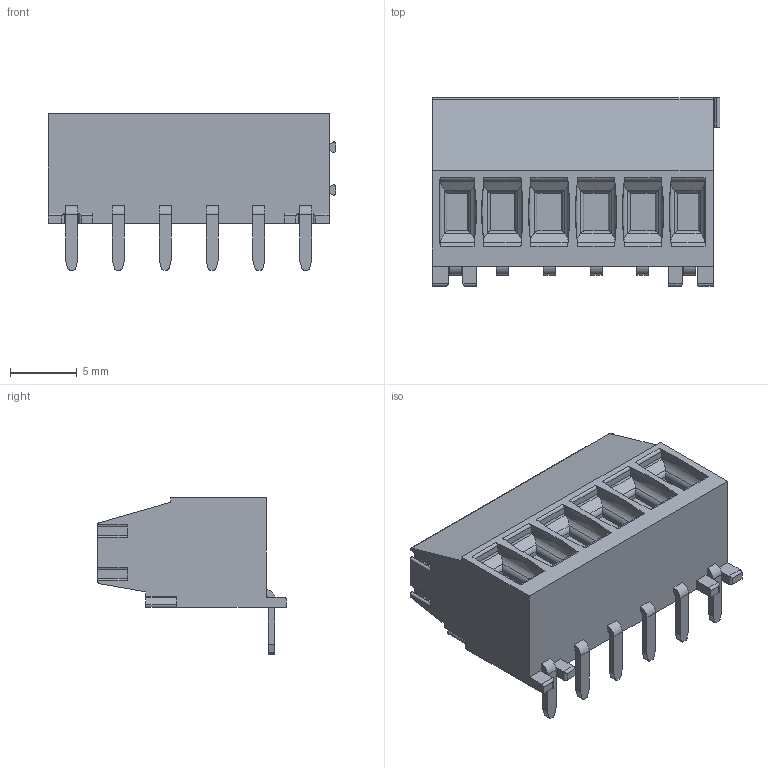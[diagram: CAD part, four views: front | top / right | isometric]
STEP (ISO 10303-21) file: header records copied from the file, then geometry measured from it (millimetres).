
FILE_DESCRIPTION((''),'2;1');
FILE_NAME('C-284414-6','2021-11-30T08:16:45',('workeradm'),('TE Connectivity Ltd.'),'CREO PARAMETRIC BY PTC INC, 2021072','CREO PARAMETRIC BY PTC INC, 2021072','');
FILE_SCHEMA(('AUTOMOTIVE_DESIGN { 1 0 10303 214 1 1 1 1 }'));
Length unit declared in the file: millimetre
Products named in the file (1): C-284414-6
Bounding box: 21.5 x 14.1 x 11.7 mm (x, y, z)
Volume: 1763.9 mm3; surface area: 1393.4 mm2
Topology: 1 solids, 1 shells, 408 faces, 1039 edges, 687 vertices
Faces by surface type: plane 221, cylinder 175, torus 12
Entity records: 15675 total; most frequent: CARTESIAN_POINT 6151, ORIENTED_EDGE 2078, DIRECTION 1736, EDGE_CURVE 1039, VERTEX_POINT 687, AXIS2_PLACEMENT_3D 581, VECTOR 574, LINE 574
